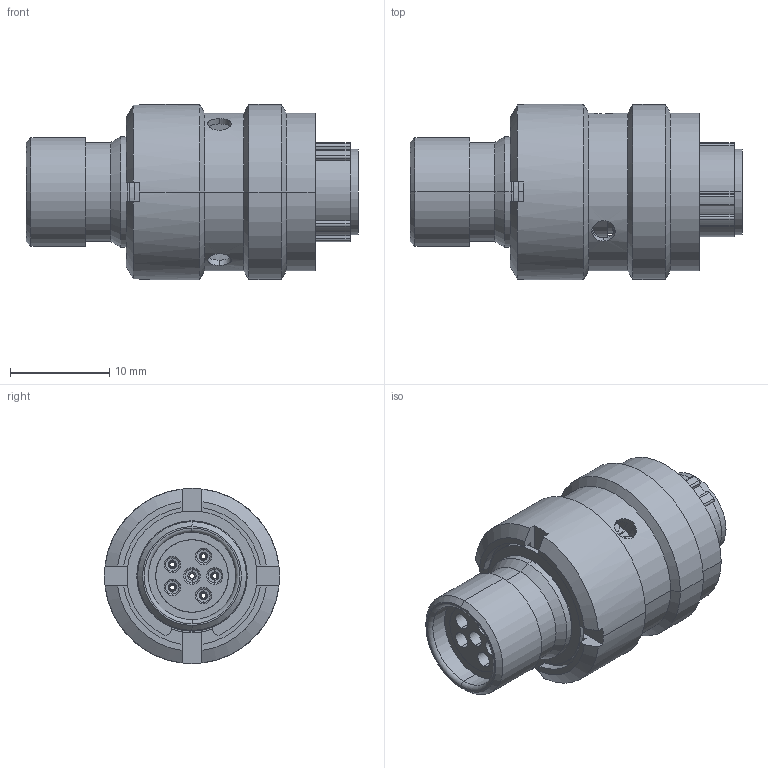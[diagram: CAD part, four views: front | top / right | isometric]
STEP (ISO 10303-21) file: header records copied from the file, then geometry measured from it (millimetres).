
FILE_DESCRIPTION (( 'STEP AP214' ), '1' );
FILE_NAME ('AS608-35SN.STEP', '2013-07-29T09:29:02', ( 'TE Connectivity' ), ( 'TE Connectivity' ), 'SwSTEP 2.0', 'SolidWorks 2011', '' );
FILE_SCHEMA (( 'AUTOMOTIVE_DESIGN' ));
Length unit declared in the file: inch
Products named in the file (1): AS608-35SN
Bounding box: 33.37 x 17.6 x 17.6 mm (x, y, z)
Volume: 3594.8 mm3; surface area: 7489.7 mm2
Topology: 8 solids, 8 shells, 1052 faces, 2681 edges, 1678 vertices
Faces by surface type: cylinder 370, plane 350, torus 170, cone 146, bspline 12, sphere 4
Entity records: 50233 total; most frequent: CARTESIAN_POINT 11979, ORIENTED_EDGE 5338, DIRECTION 4948, EDGE_CURVE 2669, AXIS2_PLACEMENT_3D 2053, VERTEX_POINT 1670, EDGE_LOOP 1135, LENGTH_MEASURE_WITH_UNIT 1060
